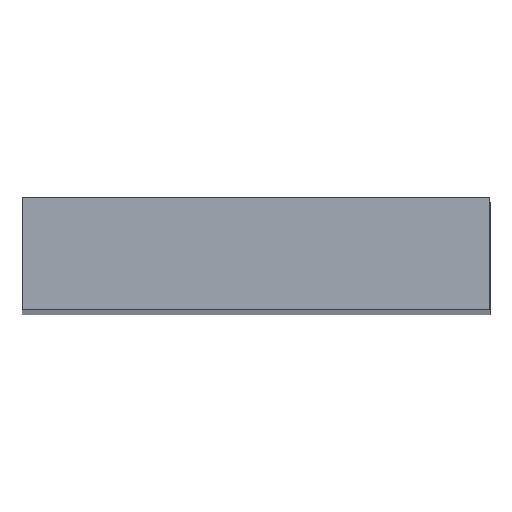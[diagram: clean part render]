
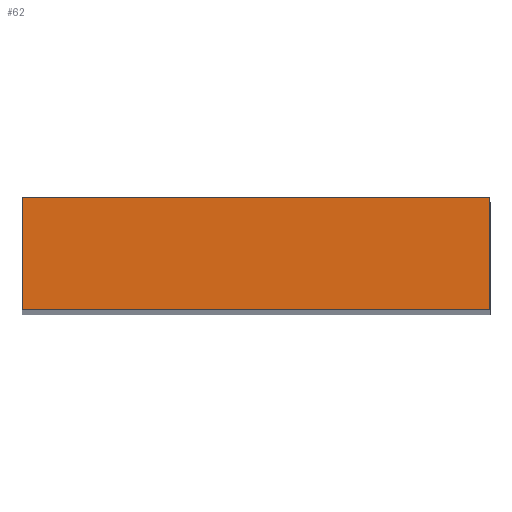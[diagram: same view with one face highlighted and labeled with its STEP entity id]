
A CAD part, top view. The second image highlights one B-rep face of the part: STEP entity #62.
In plain terms, the highlighted planar face has unit normal (0, 0, 1).
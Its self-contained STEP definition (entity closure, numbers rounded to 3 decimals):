
#62=ADVANCED_FACE('',(#114),#116,.T.);
#114=FACE_BOUND('',#115,.T.);
#115=EDGE_LOOP('',(#153,#154,#155,#156));
#116=PLANE('',#117);
#117=AXIS2_PLACEMENT_3D('',#118,#119,#120);
#118=CARTESIAN_POINT('',(-75.,0.,500.));
#119=DIRECTION('',(0.,0.,1.));
#120=DIRECTION('',(1.,0.,0.));
#153=ORIENTED_EDGE('',*,*,#177,.T.);
#154=ORIENTED_EDGE('',*,*,#178,.T.);
#155=ORIENTED_EDGE('',*,*,#179,.F.);
#156=ORIENTED_EDGE('',*,*,#174,.F.);
#174=EDGE_CURVE('',#186,#188,#189,.T.);
#177=EDGE_CURVE('',#186,#193,#194,.T.);
#178=EDGE_CURVE('',#193,#195,#196,.T.);
#179=EDGE_CURVE('',#188,#195,#197,.T.);
#186=VERTEX_POINT('',#206);
#188=VERTEX_POINT('',#210);
#189=LINE('',#211,#212);
#193=VERTEX_POINT('',#221);
#194=LINE('',#222,#223);
#195=VERTEX_POINT('',#225);
#196=LINE('',#226,#227);
#197=LINE('',#229,#230);
#206=CARTESIAN_POINT('',(-75.,0.,500.));
#210=CARTESIAN_POINT('',(-75.,18.,500.));
#211=CARTESIAN_POINT('',(-75.,0.,500.));
#212=VECTOR('',#213,1.);
#213=DIRECTION('',(0.,1.,0.));
#221=CARTESIAN_POINT('',(0.,0.,500.));
#222=CARTESIAN_POINT('',(-75.,0.,500.));
#223=VECTOR('',#224,1.);
#224=DIRECTION('',(1.,0.,0.));
#225=CARTESIAN_POINT('',(0.,18.,500.));
#226=CARTESIAN_POINT('',(0.,0.,500.));
#227=VECTOR('',#228,1.);
#228=DIRECTION('',(0.,1.,0.));
#229=CARTESIAN_POINT('',(-75.,18.,500.));
#230=VECTOR('',#231,1.);
#231=DIRECTION('',(1.,0.,0.));
